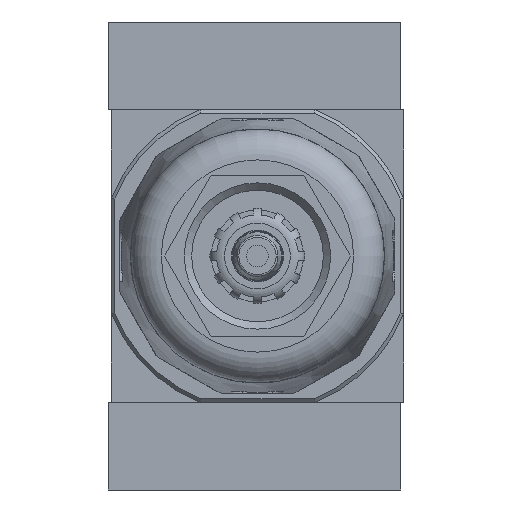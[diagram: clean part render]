
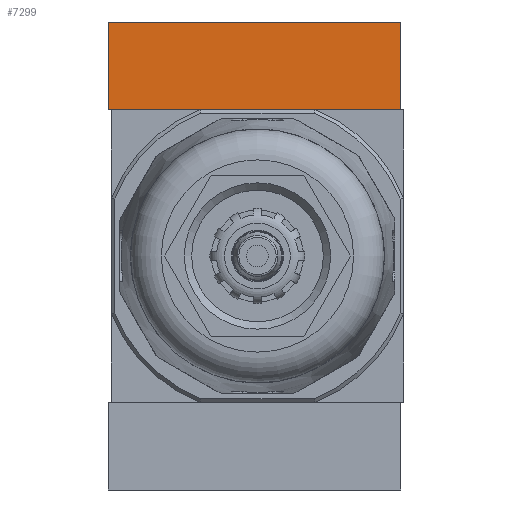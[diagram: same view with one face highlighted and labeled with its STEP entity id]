
A CAD part, front view. The second image highlights one B-rep face of the part: STEP entity #7299.
In plain terms, the highlighted planar face has unit normal (0, -1, 0).
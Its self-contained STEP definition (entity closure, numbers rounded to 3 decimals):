
#395=LINE('',#11395,#805);
#402=LINE('',#11435,#812);
#405=LINE('',#11441,#815);
#406=LINE('',#11443,#816);
#805=VECTOR('',#9038,1000.);
#812=VECTOR('',#9073,1000.);
#815=VECTOR('',#9078,1000.);
#816=VECTOR('',#9079,1000.);
#1108=PLANE('',#7850);
#2240=ORIENTED_EDGE('',*,*,#3498,.T.);
#2241=ORIENTED_EDGE('',*,*,#3521,.F.);
#2242=ORIENTED_EDGE('',*,*,#3522,.F.);
#2243=ORIENTED_EDGE('',*,*,#3518,.T.);
#3498=EDGE_CURVE('',#4219,#4221,#395,.T.);
#3518=EDGE_CURVE('',#4241,#4219,#402,.T.);
#3521=EDGE_CURVE('',#4243,#4221,#405,.T.);
#3522=EDGE_CURVE('',#4241,#4243,#406,.T.);
#4219=VERTEX_POINT('',#11390);
#4221=VERTEX_POINT('',#11394);
#4241=VERTEX_POINT('',#11436);
#4243=VERTEX_POINT('',#11442);
#5066=EDGE_LOOP('',(#2240,#2241,#2242,#2243));
#5580=FACE_BOUND('',#5066,.T.);
#7299=ADVANCED_FACE('',(#5580),#1108,.F.);
#7850=AXIS2_PLACEMENT_3D('',#11440,#9076,#9077);
#9038=DIRECTION('',(1.,0.,0.));
#9073=DIRECTION('',(0.,0.,-1.));
#9076=DIRECTION('',(0.,1.,0.));
#9077=DIRECTION('',(0.,0.,1.));
#9078=DIRECTION('',(0.,0.,-1.));
#9079=DIRECTION('',(1.,0.,0.));
#11390=CARTESIAN_POINT('',(-20.,-10.,-6.));
#11394=CARTESIAN_POINT('',(20.,-10.,-6.));
#11395=CARTESIAN_POINT('',(-20.,-10.,-6.));
#11435=CARTESIAN_POINT('',(-20.,-10.,6.));
#11436=CARTESIAN_POINT('',(-20.,-10.,6.));
#11440=CARTESIAN_POINT('',(-20.,-10.,6.));
#11441=CARTESIAN_POINT('',(20.,-10.,6.));
#11442=CARTESIAN_POINT('',(20.,-10.,6.));
#11443=CARTESIAN_POINT('',(-20.,-10.,6.));
